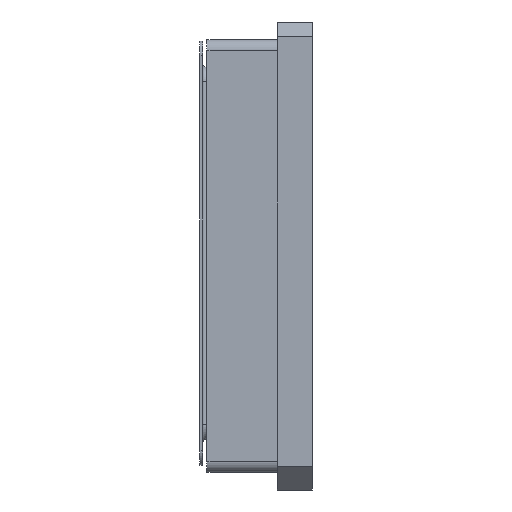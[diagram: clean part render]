
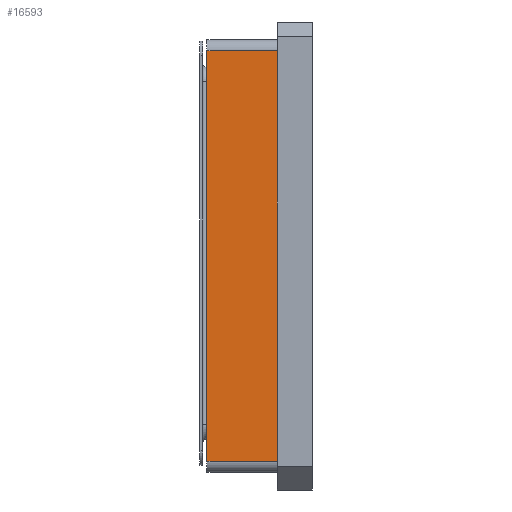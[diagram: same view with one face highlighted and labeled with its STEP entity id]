
A CAD part, left-side view. The second image highlights one B-rep face of the part: STEP entity #16593.
In plain terms, the highlighted planar face has unit normal (-1, 0, 0).
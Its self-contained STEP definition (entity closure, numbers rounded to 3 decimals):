
#360 = VECTOR ( 'NONE', #42545, 1000. ) ;
#704 = DIRECTION ( 'NONE',  ( 0., 1., 0. ) ) ;
#788 = VERTEX_POINT ( 'NONE', #42658 ) ;
#1136 = VERTEX_POINT ( 'NONE', #36108 ) ;
#2464 = ORIENTED_EDGE ( 'NONE', *, *, #36127, .T. ) ;
#3014 = ORIENTED_EDGE ( 'NONE', *, *, #20967, .T. ) ;
#6664 = VECTOR ( 'NONE', #20863, 1000. ) ;
#8371 = LINE ( 'NONE', #40775, #34998 ) ;
#16473 = CARTESIAN_POINT ( 'NONE',  ( -7.4, 0.77, -7.015 ) ) ;
#16593 = ADVANCED_FACE ( 'NONE', ( #32074 ), #20074, .T. ) ;
#16890 = CARTESIAN_POINT ( 'NONE',  ( -7.4, 3.17, -7.015 ) ) ;
#16953 = VERTEX_POINT ( 'NONE', #40709 ) ;
#16956 = DIRECTION ( 'NONE',  ( 0., 0., 1. ) ) ;
#17625 = AXIS2_PLACEMENT_3D ( 'NONE', #16473, #46698, #16956 ) ;
#20074 = PLANE ( 'NONE',  #17625 ) ;
#20106 = LINE ( 'NONE', #32110, #20867 ) ;
#20863 = DIRECTION ( 'NONE',  ( 0., 0., 1. ) ) ;
#20867 = VECTOR ( 'NONE', #46741, 1000. ) ;
#20967 = EDGE_CURVE ( 'NONE', #788, #40616, #20106, .T. ) ;
#21573 = CARTESIAN_POINT ( 'NONE',  ( -7.4, 3.17, 7.015 ) ) ;
#27989 = EDGE_CURVE ( 'NONE', #1136, #40616, #38713, .T. ) ;
#28577 = CARTESIAN_POINT ( 'NONE',  ( -7.4, 0.77, -7.015 ) ) ;
#32074 = FACE_OUTER_BOUND ( 'NONE', #33250, .T. ) ;
#32110 = CARTESIAN_POINT ( 'NONE',  ( -7.4, 0.77, 7.015 ) ) ;
#32604 = ORIENTED_EDGE ( 'NONE', *, *, #35593, .F. ) ;
#33250 = EDGE_LOOP ( 'NONE', ( #35387, #32604, #2464, #3014 ) ) ;
#34998 = VECTOR ( 'NONE', #704, 1000. ) ;
#35387 = ORIENTED_EDGE ( 'NONE', *, *, #27989, .F. ) ;
#35593 = EDGE_CURVE ( 'NONE', #16953, #1136, #8371, .T. ) ;
#36108 = CARTESIAN_POINT ( 'NONE',  ( -7.4, 3.17, -7.015 ) ) ;
#36127 = EDGE_CURVE ( 'NONE', #16953, #788, #46807, .T. ) ;
#38713 = LINE ( 'NONE', #16890, #360 ) ;
#40616 = VERTEX_POINT ( 'NONE', #21573 ) ;
#40709 = CARTESIAN_POINT ( 'NONE',  ( -7.4, 0.77, -7.015 ) ) ;
#40775 = CARTESIAN_POINT ( 'NONE',  ( -7.4, 0.77, -7.015 ) ) ;
#42545 = DIRECTION ( 'NONE',  ( 0., 0., 1. ) ) ;
#42658 = CARTESIAN_POINT ( 'NONE',  ( -7.4, 0.77, 7.015 ) ) ;
#46698 = DIRECTION ( 'NONE',  ( -1., 0., 0. ) ) ;
#46741 = DIRECTION ( 'NONE',  ( 0., 1., 0. ) ) ;
#46807 = LINE ( 'NONE', #28577, #6664 ) ;
